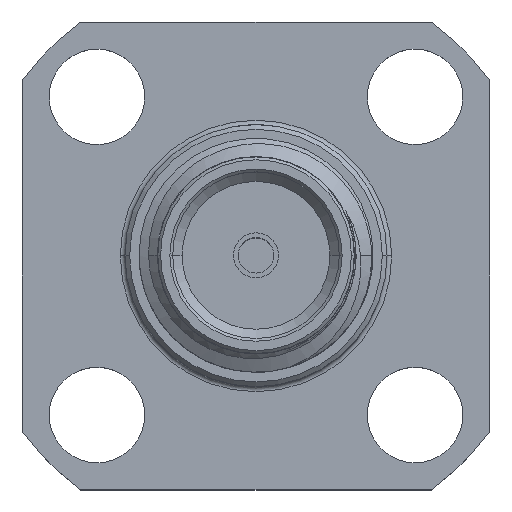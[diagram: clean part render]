
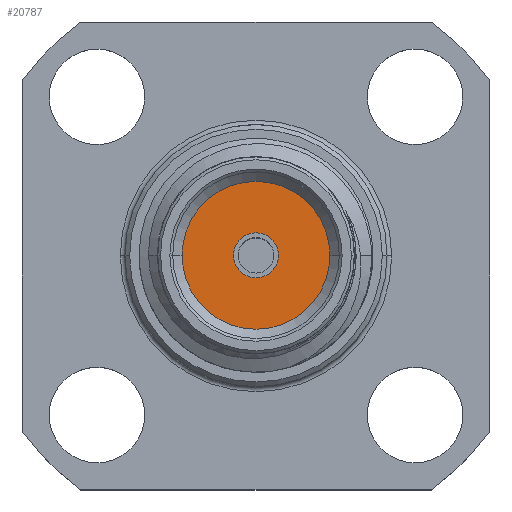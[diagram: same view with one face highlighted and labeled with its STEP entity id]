
A CAD part, top view. The second image highlights one B-rep face of the part: STEP entity #20787.
In plain terms, the highlighted planar face has unit normal (0, 0, 1).
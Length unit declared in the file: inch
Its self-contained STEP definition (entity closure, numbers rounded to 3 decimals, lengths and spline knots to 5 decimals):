
#559 = CIRCLE ( 'NONE', #17896, 0.079 ) ;
#801 = PLANE ( 'NONE',  #2505 ) ;
#2456 = ORIENTED_EDGE ( 'NONE', *, *, #20362, .T. ) ;
#2505 = AXIS2_PLACEMENT_3D ( 'NONE', #13099, #12953, #18037 ) ;
#2835 = CIRCLE ( 'NONE', #10007, 0.024 ) ;
#3426 = EDGE_CURVE ( 'NONE', #12962, #16770, #2835, .T. ) ;
#4947 = DIRECTION ( 'NONE',  ( 0., 0., 1. ) ) ;
#5338 = CARTESIAN_POINT ( 'NONE',  ( -0.024, 0., 0.424 ) ) ;
#5410 = VERTEX_POINT ( 'NONE', #14588 ) ;
#6300 = DIRECTION ( 'NONE',  ( 0., 0., 1. ) ) ;
#7491 = VERTEX_POINT ( 'NONE', #19218 ) ;
#8139 = DIRECTION ( 'NONE',  ( 1., 0., 0. ) ) ;
#8262 = ORIENTED_EDGE ( 'NONE', *, *, #16348, .T. ) ;
#8783 = ORIENTED_EDGE ( 'NONE', *, *, #3426, .F. ) ;
#9791 = DIRECTION ( 'NONE',  ( 1., 0., 0. ) ) ;
#10007 = AXIS2_PLACEMENT_3D ( 'NONE', #10044, #6300, #21956 ) ;
#10044 = CARTESIAN_POINT ( 'NONE',  ( 0., 0., 0.424 ) ) ;
#10134 = FACE_OUTER_BOUND ( 'NONE', #15684, .T. ) ;
#10222 = CIRCLE ( 'NONE', #12804, 0.079 ) ;
#10976 = FACE_BOUND ( 'NONE', #12778, .T. ) ;
#12778 = EDGE_LOOP ( 'NONE', ( #17883, #8783 ) ) ;
#12804 = AXIS2_PLACEMENT_3D ( 'NONE', #13203, #14951, #9791 ) ;
#12953 = DIRECTION ( 'NONE',  ( 0., 0., 1. ) ) ;
#12962 = VERTEX_POINT ( 'NONE', #5338 ) ;
#13099 = CARTESIAN_POINT ( 'NONE',  ( 0., 0., 0.424 ) ) ;
#13203 = CARTESIAN_POINT ( 'NONE',  ( 0., 0., 0.424 ) ) ;
#14588 = CARTESIAN_POINT ( 'NONE',  ( 0.079, 0., 0.424 ) ) ;
#14951 = DIRECTION ( 'NONE',  ( 0., 0., 1. ) ) ;
#15112 = CARTESIAN_POINT ( 'NONE',  ( 0.024, 0., 0.424 ) ) ;
#15684 = EDGE_LOOP ( 'NONE', ( #2456, #8262 ) ) ;
#16348 = EDGE_CURVE ( 'NONE', #7491, #5410, #10222, .T. ) ;
#16770 = VERTEX_POINT ( 'NONE', #15112 ) ;
#17222 = DIRECTION ( 'NONE',  ( 1., 0., 0. ) ) ;
#17769 = CIRCLE ( 'NONE', #20415, 0.024 ) ;
#17883 = ORIENTED_EDGE ( 'NONE', *, *, #21780, .F. ) ;
#17896 = AXIS2_PLACEMENT_3D ( 'NONE', #18828, #4947, #17222 ) ;
#18037 = DIRECTION ( 'NONE',  ( 1., 0., 0. ) ) ;
#18606 = DIRECTION ( 'NONE',  ( 0., 0., 1. ) ) ;
#18764 = CARTESIAN_POINT ( 'NONE',  ( 0., 0., 0.424 ) ) ;
#18828 = CARTESIAN_POINT ( 'NONE',  ( 0., 0., 0.424 ) ) ;
#19218 = CARTESIAN_POINT ( 'NONE',  ( -0.079, 0., 0.424 ) ) ;
#20362 = EDGE_CURVE ( 'NONE', #5410, #7491, #559, .T. ) ;
#20415 = AXIS2_PLACEMENT_3D ( 'NONE', #18764, #18606, #8139 ) ;
#20787 = ADVANCED_FACE ( 'NONE', ( #10976, #10134 ), #801, .T. ) ;
#21780 = EDGE_CURVE ( 'NONE', #16770, #12962, #17769, .T. ) ;
#21956 = DIRECTION ( 'NONE',  ( 1., 0., 0. ) ) ;
